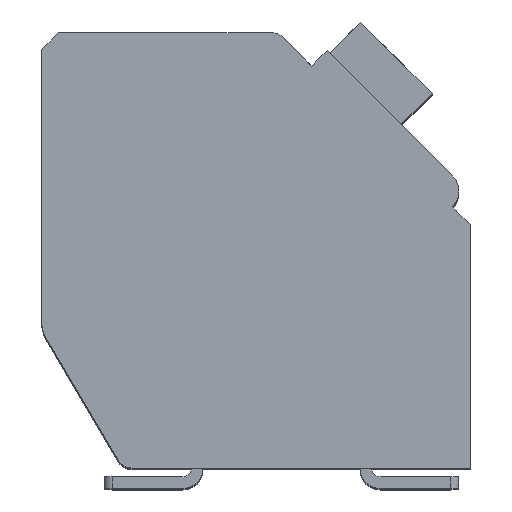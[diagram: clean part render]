
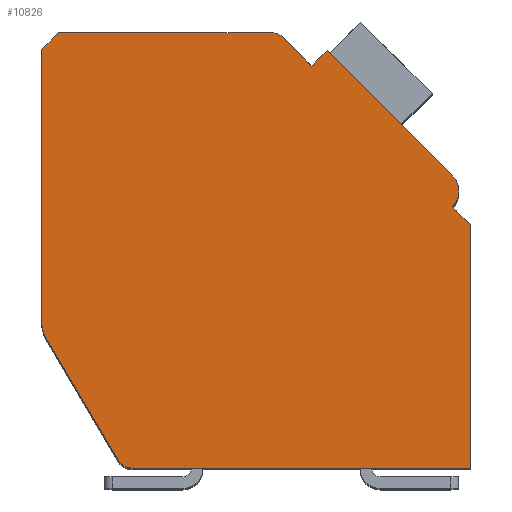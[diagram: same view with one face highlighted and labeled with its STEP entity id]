
A CAD part, top view. The second image highlights one B-rep face of the part: STEP entity #10826.
In plain terms, the highlighted planar face has unit normal (0, 0, 1).
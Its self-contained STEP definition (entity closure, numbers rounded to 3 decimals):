
#272=DIRECTION('',(0.,-1.,0.));
#273=VECTOR('',#272,8.053);
#274=CARTESIAN_POINT('',(-12.7,12.4,2.1));
#275=LINE('',#274,#273);
#276=DIRECTION('',(-0.707,-0.707,0.));
#277=VECTOR('',#276,0.707);
#278=CARTESIAN_POINT('',(-12.2,12.9,2.1));
#279=LINE('',#278,#277);
#280=DIRECTION('',(-1.,0.,0.));
#281=VECTOR('',#280,6.298);
#282=CARTESIAN_POINT('',(-5.902,12.9,2.1));
#283=LINE('',#282,#281);
#284=CARTESIAN_POINT('',(-5.902,12.4,2.1));
#285=DIRECTION('',(0.,0.,1.));
#286=DIRECTION('',(0.707,0.707,0.));
#287=AXIS2_PLACEMENT_3D('',#284,#285,#286);
#289=DIRECTION('',(-0.707,0.707,0.));
#290=VECTOR('',#289,1.197);
#291=CARTESIAN_POINT('',(-4.702,11.907,2.1));
#292=LINE('',#291,#290);
#293=DIRECTION('',(-0.707,-0.707,0.));
#294=VECTOR('',#293,0.65);
#295=CARTESIAN_POINT('',(-4.243,12.367,2.1));
#296=LINE('',#295,#294);
#297=DIRECTION('',(-0.707,0.707,0.));
#298=VECTOR('',#297,5.25);
#299=CARTESIAN_POINT('',(-0.53,8.655,2.1));
#300=LINE('',#299,#298);
#301=CARTESIAN_POINT('',(-0.99,8.195,2.1));
#302=DIRECTION('',(0.,0.,1.));
#303=DIRECTION('',(0.707,-0.707,0.));
#304=AXIS2_PLACEMENT_3D('',#301,#302,#303);
#306=DIRECTION('',(-0.707,0.707,0.));
#307=VECTOR('',#306,0.75);
#308=CARTESIAN_POINT('',(0.,7.205,2.1));
#309=LINE('',#308,#307);
#310=DIRECTION('',(0.,1.,0.));
#311=VECTOR('',#310,7.205);
#312=CARTESIAN_POINT('',(0.,0.,2.1));
#313=LINE('',#312,#311);
#314=DIRECTION('',(1.,0.,0.));
#315=VECTOR('',#314,10.014);
#316=CARTESIAN_POINT('',(-10.014,0.,2.1));
#317=LINE('',#316,#315);
#318=CARTESIAN_POINT('',(-10.014,0.5,2.1));
#319=DIRECTION('',(0.,0.,1.));
#320=DIRECTION('',(-0.862,-0.508,0.));
#321=AXIS2_PLACEMENT_3D('',#318,#319,#320);
#323=DIRECTION('',(0.508,-0.862,0.));
#324=VECTOR('',#323,4.17);
#325=CARTESIAN_POINT('',(-12.562,3.839,2.1));
#326=LINE('',#325,#324);
#327=CARTESIAN_POINT('',(-11.7,4.347,2.1));
#328=DIRECTION('',(0.,0.,1.));
#329=DIRECTION('',(-1.,0.,0.));
#330=AXIS2_PLACEMENT_3D('',#327,#328,#329);
#8129=CARTESIAN_POINT('',(-12.7,12.4,2.1));
#8130=CARTESIAN_POINT('',(-12.7,4.347,2.1));
#8131=VERTEX_POINT('',#8129);
#8132=VERTEX_POINT('',#8130);
#8133=CARTESIAN_POINT('',(-12.562,3.839,2.1));
#8134=VERTEX_POINT('',#8133);
#8135=CARTESIAN_POINT('',(-10.445,0.246,2.1));
#8136=VERTEX_POINT('',#8135);
#8137=CARTESIAN_POINT('',(-10.014,0.,2.1));
#8138=VERTEX_POINT('',#8137);
#8139=CARTESIAN_POINT('',(0.,0.,2.1));
#8140=VERTEX_POINT('',#8139);
#8141=CARTESIAN_POINT('',(0.,7.205,2.1));
#8142=VERTEX_POINT('',#8141);
#8143=CARTESIAN_POINT('',(-0.53,7.735,2.1));
#8144=VERTEX_POINT('',#8143);
#8145=CARTESIAN_POINT('',(-0.53,8.655,2.1));
#8146=VERTEX_POINT('',#8145);
#8147=CARTESIAN_POINT('',(-4.243,12.367,2.1));
#8148=VERTEX_POINT('',#8147);
#8149=CARTESIAN_POINT('',(-4.702,11.907,2.1));
#8150=VERTEX_POINT('',#8149);
#8151=CARTESIAN_POINT('',(-5.548,12.754,2.1));
#8152=VERTEX_POINT('',#8151);
#8153=CARTESIAN_POINT('',(-5.902,12.9,2.1));
#8154=VERTEX_POINT('',#8153);
#8155=CARTESIAN_POINT('',(-12.2,12.9,2.1));
#8156=VERTEX_POINT('',#8155);
#10793=CARTESIAN_POINT('',(0.,0.,2.1));
#10794=DIRECTION('',(0.,0.,1.));
#10795=DIRECTION('',(1.,0.,0.));
#10796=AXIS2_PLACEMENT_3D('',#10793,#10794,#10795);
#10797=PLANE('',#10796);
#10798=ORIENTED_EDGE('',*,*,#10569,.F.);
#10800=ORIENTED_EDGE('',*,*,#10799,.F.);
#10802=ORIENTED_EDGE('',*,*,#10801,.F.);
#10804=ORIENTED_EDGE('',*,*,#10803,.F.);
#10806=ORIENTED_EDGE('',*,*,#10805,.F.);
#10808=ORIENTED_EDGE('',*,*,#10807,.F.);
#10810=ORIENTED_EDGE('',*,*,#10809,.F.);
#10812=ORIENTED_EDGE('',*,*,#10811,.F.);
#10814=ORIENTED_EDGE('',*,*,#10813,.F.);
#10816=ORIENTED_EDGE('',*,*,#10815,.F.);
#10818=ORIENTED_EDGE('',*,*,#10817,.F.);
#10820=ORIENTED_EDGE('',*,*,#10819,.F.);
#10822=ORIENTED_EDGE('',*,*,#10821,.F.);
#10823=ORIENTED_EDGE('',*,*,#10666,.F.);
#10824=EDGE_LOOP('',(#10798,#10800,#10802,#10804,#10806,#10808,#10810,#10812,
#10814,#10816,#10818,#10820,#10822,#10823));
#10825=FACE_OUTER_BOUND('',#10824,.F.);
#288=CIRCLE('',#287,0.5);
#305=CIRCLE('',#304,0.65);
#322=CIRCLE('',#321,0.5);
#331=CIRCLE('',#330,1.);
#10569=EDGE_CURVE('',#8131,#8132,#275,.T.);
#10666=EDGE_CURVE('',#8132,#8134,#331,.T.);
#10799=EDGE_CURVE('',#8156,#8131,#279,.T.);
#10801=EDGE_CURVE('',#8154,#8156,#283,.T.);
#10803=EDGE_CURVE('',#8152,#8154,#288,.T.);
#10805=EDGE_CURVE('',#8150,#8152,#292,.T.);
#10807=EDGE_CURVE('',#8148,#8150,#296,.T.);
#10809=EDGE_CURVE('',#8146,#8148,#300,.T.);
#10811=EDGE_CURVE('',#8144,#8146,#305,.T.);
#10813=EDGE_CURVE('',#8142,#8144,#309,.T.);
#10815=EDGE_CURVE('',#8140,#8142,#313,.T.);
#10817=EDGE_CURVE('',#8138,#8140,#317,.T.);
#10819=EDGE_CURVE('',#8136,#8138,#322,.T.);
#10821=EDGE_CURVE('',#8134,#8136,#326,.T.);
#10826=ADVANCED_FACE('',(#10825),#10797,.T.);
